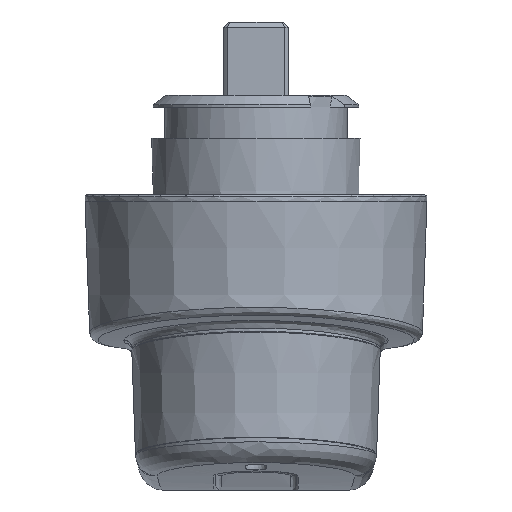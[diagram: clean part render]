
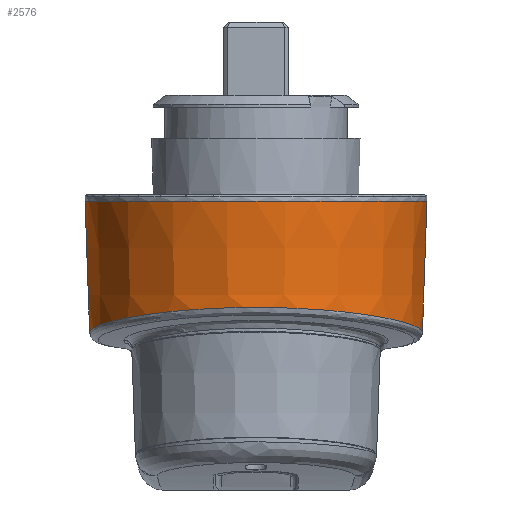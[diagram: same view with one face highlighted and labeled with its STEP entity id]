
A CAD part, left-side view. The second image highlights one B-rep face of the part: STEP entity #2576.
In plain terms, the highlighted conical face has half-angle 2 degrees and reference radius 31.725 mm.
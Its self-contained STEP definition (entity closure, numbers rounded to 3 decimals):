
#161=CONICAL_SURFACE('',#19553,31.725,2.);
#1758=CIRCLE('',#19495,31.681);
#2576=ADVANCED_FACE('',(#3902),#161,.T.);
#3902=FACE_OUTER_BOUND('',#5010,.T.);
#5010=EDGE_LOOP('',(#8520,#8521,#8522,#8523,#8524,#8525));
#6356=B_SPLINE_CURVE_WITH_KNOTS('',3,(#35375,#35376,#35377,#35378),
 .UNSPECIFIED.,.F.,.F.,(4,4),(0.,1.),.UNSPECIFIED.);
#6357=B_SPLINE_CURVE_WITH_KNOTS('',3,(#35380,#35381,#35382,#35383),
 .UNSPECIFIED.,.F.,.F.,(4,4),(0.,1.),.UNSPECIFIED.);
#6358=B_SPLINE_CURVE_WITH_KNOTS('',3,(#35384,#35385,#35386,#35387,#35388,
#35389),.UNSPECIFIED.,.F.,.F.,(4,2,4),(0.,0.5,1.),.UNSPECIFIED.);
#6359=B_SPLINE_CURVE_WITH_KNOTS('',3,(#35391,#35392,#35393,#35394,#35395,
#35396,#35397,#35398,#35399,#35400,#35401,#35402,#35403,#35404,#35405,#35406,
#35407,#35408,#35409,#35410,#35411,#35412),.UNSPECIFIED.,.F.,.F.,(4,2,2,
2,2,2,2,2,2,2,4),(0.,0.125,0.25,0.375,0.438,0.5,0.563,0.625,0.75,0.875,
1.),.UNSPECIFIED.);
#6360=B_SPLINE_CURVE_WITH_KNOTS('',3,(#35414,#35415,#35416,#35417,#35418,
#35419),.UNSPECIFIED.,.F.,.F.,(4,2,4),(0.,0.5,1.),.UNSPECIFIED.);
#8520=ORIENTED_EDGE('',*,*,#15522,.T.);
#8521=ORIENTED_EDGE('',*,*,#15388,.T.);
#8522=ORIENTED_EDGE('',*,*,#15523,.T.);
#8523=ORIENTED_EDGE('',*,*,#15524,.T.);
#8524=ORIENTED_EDGE('',*,*,#15525,.T.);
#8525=ORIENTED_EDGE('',*,*,#15526,.T.);
#12528=VERTEX_POINT('',#27187);
#12975=VERTEX_POINT('',#31308);
#13241=VERTEX_POINT('',#34349);
#13333=VERTEX_POINT('',#35379);
#13334=VERTEX_POINT('',#35390);
#13335=VERTEX_POINT('',#35413);
#15388=EDGE_CURVE('',#12975,#13241,#1758,.T.);
#15522=EDGE_CURVE('',#13333,#12975,#6356,.T.);
#15523=EDGE_CURVE('',#13241,#12528,#6357,.T.);
#15524=EDGE_CURVE('',#12528,#13334,#6358,.T.);
#15525=EDGE_CURVE('',#13334,#13335,#6359,.T.);
#15526=EDGE_CURVE('',#13335,#13333,#6360,.T.);
#19495=AXIS2_PLACEMENT_3D('',#34350,#22308,#22309);
#19553=AXIS2_PLACEMENT_3D('',#35420,#22440,#22441);
#22308=DIRECTION('',(0.,0.,-1.));
#22309=DIRECTION('',(-1.,0.,0.));
#22440=DIRECTION('',(0.,0.,1.));
#22441=DIRECTION('',(1.,0.,0.));
#27187=CARTESIAN_POINT('',(-14.942,45.339,-16.408));
#31308=CARTESIAN_POINT('',(-14.576,-4.923,9.539));
#34349=CARTESIAN_POINT('',(-14.576,46.195,9.539));
#34350=CARTESIAN_POINT('',(-33.295,20.636,9.539));
#35375=CARTESIAN_POINT('',(-14.942,-4.067,-16.408));
#35376=CARTESIAN_POINT('',(-14.819,-4.352,-7.759));
#35377=CARTESIAN_POINT('',(-14.697,-4.637,0.89));
#35378=CARTESIAN_POINT('',(-14.576,-4.923,9.539));
#35379=CARTESIAN_POINT('',(-14.942,-4.067,-16.408));
#35380=CARTESIAN_POINT('',(-14.576,46.195,9.539));
#35381=CARTESIAN_POINT('',(-14.697,45.909,0.89));
#35382=CARTESIAN_POINT('',(-14.819,45.624,-7.759));
#35383=CARTESIAN_POINT('',(-14.942,45.339,-16.408));
#35384=CARTESIAN_POINT('',(-14.942,45.339,-16.408));
#35385=CARTESIAN_POINT('',(-15.084,45.446,-16.378));
#35386=CARTESIAN_POINT('',(-15.227,45.552,-16.354));
#35387=CARTESIAN_POINT('',(-15.517,45.761,-16.315));
#35388=CARTESIAN_POINT('',(-15.663,45.864,-16.3));
#35389=CARTESIAN_POINT('',(-15.811,45.967,-16.289));
#35390=CARTESIAN_POINT('',(-15.811,45.967,-16.289));
#35391=CARTESIAN_POINT('',(-15.811,45.967,-16.289));
#35392=CARTESIAN_POINT('',(-20.469,49.196,-15.952));
#35393=CARTESIAN_POINT('',(-25.95,51.075,-15.474));
#35394=CARTESIAN_POINT('',(-37.133,51.755,-14.265));
#35395=CARTESIAN_POINT('',(-42.761,50.548,-13.54));
#35396=CARTESIAN_POINT('',(-52.645,45.396,-12.102));
#35397=CARTESIAN_POINT('',(-56.899,41.418,-11.395));
#35398=CARTESIAN_POINT('',(-61.25,34.27,-10.639));
#35399=CARTESIAN_POINT('',(-62.384,31.669,-10.434));
#35400=CARTESIAN_POINT('',(-63.905,26.25,-10.158));
#35401=CARTESIAN_POINT('',(-64.291,23.477,-10.086));
#35402=CARTESIAN_POINT('',(-64.291,17.798,-10.086));
#35403=CARTESIAN_POINT('',(-63.906,15.026,-10.158));
#35404=CARTESIAN_POINT('',(-62.387,9.611,-10.434));
#35405=CARTESIAN_POINT('',(-61.252,7.006,-10.639));
#35406=CARTESIAN_POINT('',(-56.898,-0.148,-11.395));
#35407=CARTESIAN_POINT('',(-52.637,-4.128,-12.104));
#35408=CARTESIAN_POINT('',(-42.762,-9.274,-13.54));
#35409=CARTESIAN_POINT('',(-37.135,-10.483,-14.265));
#35410=CARTESIAN_POINT('',(-25.942,-9.802,-15.475));
#35411=CARTESIAN_POINT('',(-20.469,-7.924,-15.952));
#35412=CARTESIAN_POINT('',(-15.811,-4.695,-16.289));
#35413=CARTESIAN_POINT('',(-15.811,-4.695,-16.289));
#35414=CARTESIAN_POINT('',(-15.811,-4.695,-16.289));
#35415=CARTESIAN_POINT('',(-15.663,-4.592,-16.3));
#35416=CARTESIAN_POINT('',(-15.517,-4.489,-16.315));
#35417=CARTESIAN_POINT('',(-15.227,-4.279,-16.354));
#35418=CARTESIAN_POINT('',(-15.083,-4.173,-16.378));
#35419=CARTESIAN_POINT('',(-14.942,-4.067,-16.408));
#35420=CARTESIAN_POINT('',(-33.295,20.636,10.8));
